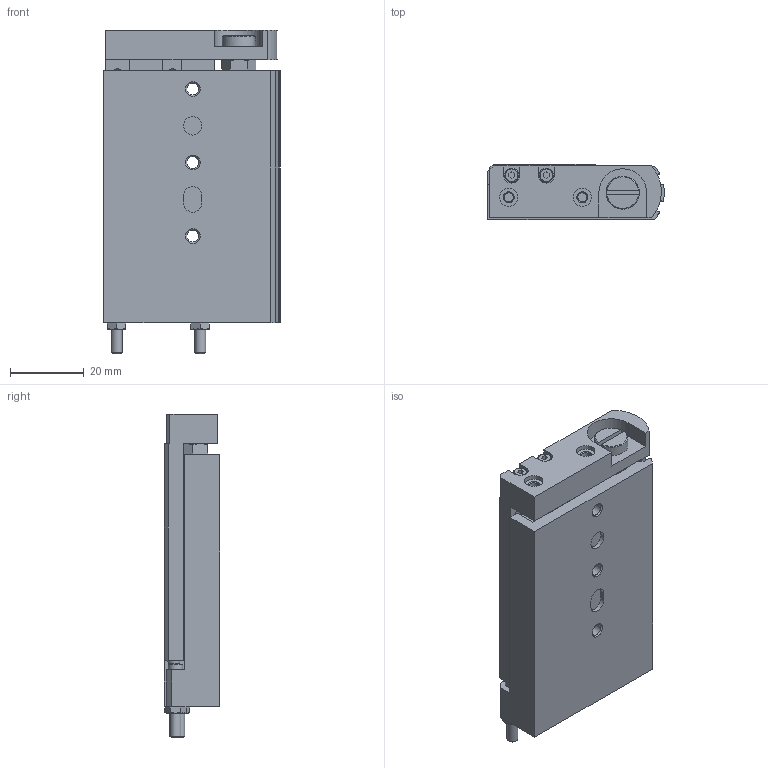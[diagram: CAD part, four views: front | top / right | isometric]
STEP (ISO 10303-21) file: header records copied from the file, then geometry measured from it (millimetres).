
FILE_DESCRIPTION(/* description */ ('STEP AP214'),/* implementation_level */ '2;1');
FILE_NAME(/* name */ '170508_SLF-10-30-P-A',/* time_stamp */ '2024-09-15T06:38:22+02:00',/* author */ ('License CC BY-ND 4.0'),/* organization */ ('CADENAS'),/* preprocessor_version */ 'ST-DEVELOPER v19.3',/* originating_system */ 'PARTsolutions',/* authorisation */ ' ');
FILE_SCHEMA (('AUTOMOTIVE_DESIGN {1 0 10303 214 3 1 1}'));
Length unit declared in the file: millimetre
Products named in the file (3): 170508 SLF-10-30-P-A---(0); 170508 SLF-10-30-P-A_z; 170508 SLF-10-30-P-A_k
Assembly tree (2 placements, depth 2):
  170508 SLF-10-30-P-A---(0)
    170508 SLF-10-30-P-A_z
    170508 SLF-10-30-P-A_k
Bounding box: 47.98 x 15 x 88 mm (x, y, z)
Volume: 42891.4 mm3; surface area: 24489.3 mm2
Topology: 2 solids, 4 shells, 317 faces, 787 edges, 499 vertices
Faces by surface type: plane 171, cone 72, cylinder 70, torus 4
Full cylindrical faces by diameter (mm): 2.459 x8, 3 x2, 3.242 x3, 3.8 x2, 3.9 x4, 4 x4, 4.134 x2, 5 x4, 6 x6, 9 x1, 10 x2
Entity records: 9049 total; most frequent: CARTESIAN_POINT 1750, DIRECTION 1481, ORIENTED_EDGE 1392, EDGE_CURVE 696, AXIS2_PLACEMENT_3D 543, VERTEX_POINT 486, FACE_BOUND 448, EDGE_LOOP 446
